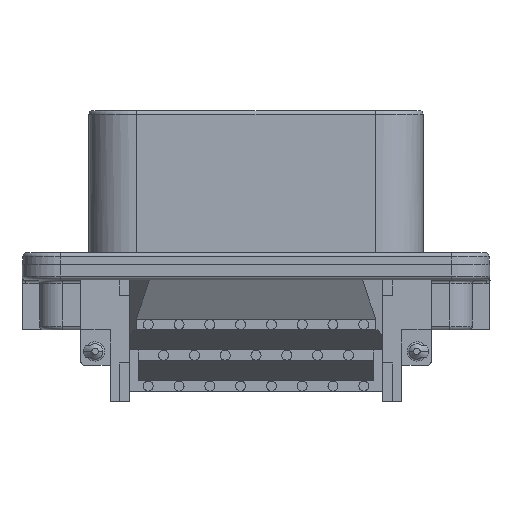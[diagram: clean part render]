
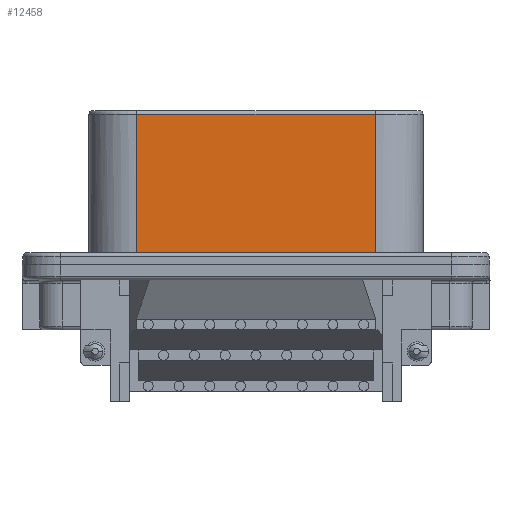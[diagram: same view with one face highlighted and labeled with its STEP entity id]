
A CAD part, front view. The second image highlights one B-rep face of the part: STEP entity #12458.
In plain terms, the highlighted planar face has unit normal (0, -1, 0).
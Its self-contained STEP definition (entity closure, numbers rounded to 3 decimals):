
#594 = EDGE_CURVE ( 'NONE', #17448, #10745, #10105, .T. ) ;
#1613 = ORIENTED_EDGE ( 'NONE', *, *, #16371, .F. ) ;
#1952 = LINE ( 'NONE', #11013, #28121 ) ;
#2455 = EDGE_LOOP ( 'NONE', ( #16262, #16043, #4519, #1613 ) ) ;
#3576 = CARTESIAN_POINT ( 'NONE',  ( 15.5, -11.8, -20. ) ) ;
#4519 = ORIENTED_EDGE ( 'NONE', *, *, #7917, .F. ) ;
#5219 = VECTOR ( 'NONE', #16926, 1000. ) ;
#7520 = LINE ( 'NONE', #21032, #21412 ) ;
#7917 = EDGE_CURVE ( 'NONE', #14518, #17448, #24635, .T. ) ;
#9303 = CARTESIAN_POINT ( 'NONE',  ( 15.5, -11.8, 0. ) ) ;
#9445 = DIRECTION ( 'NONE',  ( 0., -1., 0. ) ) ;
#9842 = AXIS2_PLACEMENT_3D ( 'NONE', #9303, #9445, #22964 ) ;
#10105 = LINE ( 'NONE', #3576, #5219 ) ;
#10745 = VERTEX_POINT ( 'NONE', #24378 ) ;
#11013 = CARTESIAN_POINT ( 'NONE',  ( -15.5, -11.8, -0.5 ) ) ;
#11668 = DIRECTION ( 'NONE',  ( 0., 0., -1. ) ) ;
#12339 = CARTESIAN_POINT ( 'NONE',  ( 15.5, -11.8, -0.5 ) ) ;
#12458 = ADVANCED_FACE ( 'NONE', ( #22521 ), #16115, .T. ) ;
#13741 = CARTESIAN_POINT ( 'NONE',  ( -15.5, -11.8, -0.5 ) ) ;
#14518 = VERTEX_POINT ( 'NONE', #24499 ) ;
#16043 = ORIENTED_EDGE ( 'NONE', *, *, #594, .F. ) ;
#16115 = PLANE ( 'NONE',  #9842 ) ;
#16262 = ORIENTED_EDGE ( 'NONE', *, *, #23475, .T. ) ;
#16371 = EDGE_CURVE ( 'NONE', #29201, #14518, #1952, .T. ) ;
#16926 = DIRECTION ( 'NONE',  ( -1., 0., 0. ) ) ;
#17448 = VERTEX_POINT ( 'NONE', #24978 ) ;
#21032 = CARTESIAN_POINT ( 'NONE',  ( -15.5, -11.8, -0.5 ) ) ;
#21412 = VECTOR ( 'NONE', #11668, 1000. ) ;
#21413 = DIRECTION ( 'NONE',  ( 0., 0., -1. ) ) ;
#22521 = FACE_OUTER_BOUND ( 'NONE', #2455, .T. ) ;
#22964 = DIRECTION ( 'NONE',  ( 0., 0., -1. ) ) ;
#23475 = EDGE_CURVE ( 'NONE', #29201, #10745, #7520, .T. ) ;
#24378 = CARTESIAN_POINT ( 'NONE',  ( -15.5, -11.8, -20. ) ) ;
#24499 = CARTESIAN_POINT ( 'NONE',  ( 15.5, -11.8, -0.5 ) ) ;
#24635 = LINE ( 'NONE', #12339, #26279 ) ;
#24978 = CARTESIAN_POINT ( 'NONE',  ( 15.5, -11.8, -20. ) ) ;
#26279 = VECTOR ( 'NONE', #21413, 1000. ) ;
#27049 = DIRECTION ( 'NONE',  ( 1., 0., 0. ) ) ;
#28121 = VECTOR ( 'NONE', #27049, 1000. ) ;
#29201 = VERTEX_POINT ( 'NONE', #13741 ) ;
